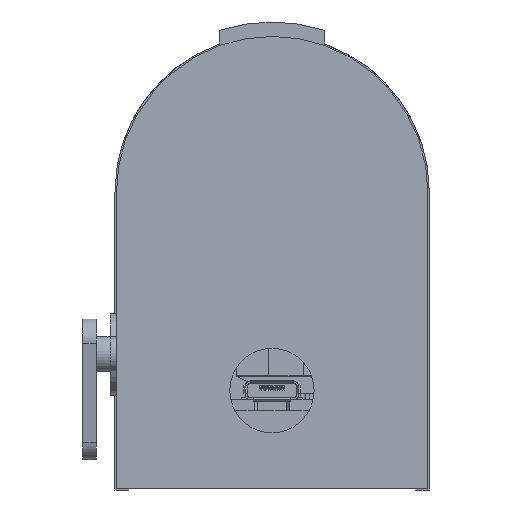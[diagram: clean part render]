
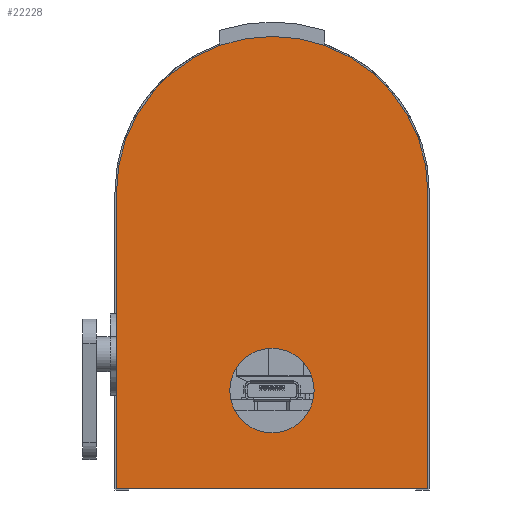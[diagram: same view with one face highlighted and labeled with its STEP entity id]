
A CAD part, left-side view. The second image highlights one B-rep face of the part: STEP entity #22228.
In plain terms, the highlighted planar face has unit normal (-1, 0, 0).
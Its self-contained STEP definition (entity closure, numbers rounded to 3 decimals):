
#628=FACE_BOUND('',#8260,.T.);
#1184=LINE('',#31951,#3800);
#1185=LINE('',#31953,#3801);
#1186=LINE('',#31954,#3802);
#3800=VECTOR('',#25732,10.);
#3801=VECTOR('',#25733,10.);
#3802=VECTOR('',#25734,10.);
#6255=PLANE('',#23502);
#7102=FACE_OUTER_BOUND('',#8259,.T.);
#8259=EDGE_LOOP('',(#16204,#16205,#16206,#16207));
#8260=EDGE_LOOP('',(#16208));
#9617=CIRCLE('',#23488,6.);
#9620=CIRCLE('',#23503,22.15);
#10385=VERTEX_POINT('',#31882);
#10407=VERTEX_POINT('',#31947);
#10408=VERTEX_POINT('',#31948);
#10409=VERTEX_POINT('',#31950);
#10410=VERTEX_POINT('',#31952);
#12622=EDGE_CURVE('',#10385,#10385,#9617,.T.);
#12653=EDGE_CURVE('',#10407,#10408,#9620,.T.);
#12654=EDGE_CURVE('',#10408,#10409,#1184,.T.);
#12655=EDGE_CURVE('',#10409,#10410,#1185,.T.);
#12656=EDGE_CURVE('',#10410,#10407,#1186,.T.);
#16204=ORIENTED_EDGE('',*,*,#12653,.T.);
#16205=ORIENTED_EDGE('',*,*,#12654,.T.);
#16206=ORIENTED_EDGE('',*,*,#12655,.T.);
#16207=ORIENTED_EDGE('',*,*,#12656,.T.);
#16208=ORIENTED_EDGE('',*,*,#12622,.T.);
#22228=ADVANCED_FACE('',(#7102,#628),#6255,.T.);
#23488=AXIS2_PLACEMENT_3D('',#31883,#25672,#25673);
#23502=AXIS2_PLACEMENT_3D('',#31946,#25728,#25729);
#23503=AXIS2_PLACEMENT_3D('',#31949,#25730,#25731);
#25672=DIRECTION('center_axis',(1.,0.,0.));
#25673=DIRECTION('ref_axis',(0.,-1.,0.));
#25728=DIRECTION('center_axis',(-1.,0.,0.));
#25729=DIRECTION('ref_axis',(0.,-1.,0.));
#25730=DIRECTION('center_axis',(-1.,0.,0.));
#25731=DIRECTION('ref_axis',(0.,-1.,0.));
#25732=DIRECTION('',(0.,0.,-1.));
#25733=DIRECTION('',(0.,-1.,0.));
#25734=DIRECTION('',(0.,0.,1.));
#31882=CARTESIAN_POINT('',(-22.95,17.43,2.84));
#31883=CARTESIAN_POINT('Origin',(-22.95,11.43,2.84));
#31946=CARTESIAN_POINT('Origin',(-22.95,11.399,21.05));
#31947=CARTESIAN_POINT('',(-22.95,-10.752,31.05));
#31948=CARTESIAN_POINT('',(-22.95,33.549,31.05));
#31949=CARTESIAN_POINT('Origin',(-22.95,11.399,31.05));
#31950=CARTESIAN_POINT('',(-22.95,33.549,-11.1));
#31951=CARTESIAN_POINT('',(-22.95,33.549,-11.1));
#31952=CARTESIAN_POINT('',(-22.95,-10.752,-11.1));
#31953=CARTESIAN_POINT('',(-22.95,-10.752,-11.1));
#31954=CARTESIAN_POINT('',(-22.95,-10.752,31.05));
